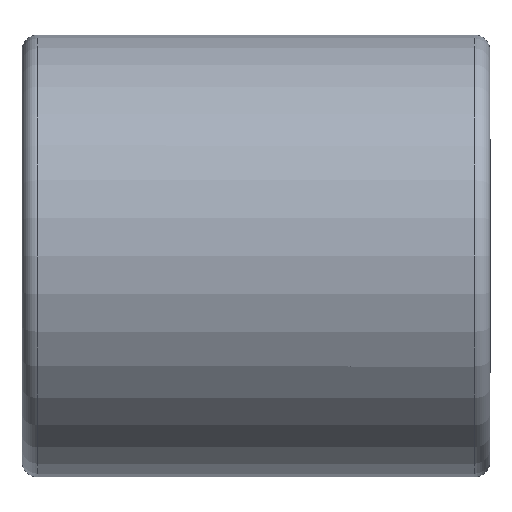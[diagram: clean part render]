
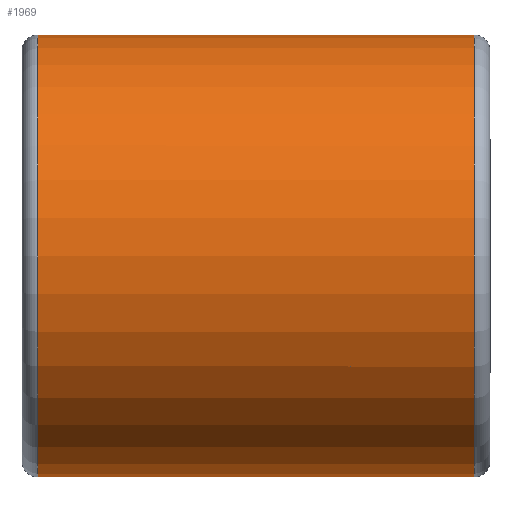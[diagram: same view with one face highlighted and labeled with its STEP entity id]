
A CAD part, front view. The second image highlights one B-rep face of the part: STEP entity #1969.
In plain terms, the highlighted cylindrical face has radius 42.5 mm (diameter 85 mm), a partial arc.
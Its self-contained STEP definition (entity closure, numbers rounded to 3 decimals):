
#23 = ORIENTED_EDGE ( 'NONE', *, *, #2814, .F. ) ;
#72 = CARTESIAN_POINT ( 'NONE',  ( 0., 0., 42.5 ) ) ;
#246 = LINE ( 'NONE', #72, #4346 ) ;
#391 = CARTESIAN_POINT ( 'NONE',  ( 3., 0., 0. ) ) ;
#413 = CARTESIAN_POINT ( 'NONE',  ( 87., 0., 42.5 ) ) ;
#428 = DIRECTION ( 'NONE',  ( -1., 0., 0. ) ) ;
#543 = DIRECTION ( 'NONE',  ( -1., 0., 0. ) ) ;
#789 = ORIENTED_EDGE ( 'NONE', *, *, #4551, .T. ) ;
#805 = DIRECTION ( 'NONE',  ( 0., 0., -1. ) ) ;
#1264 = DIRECTION ( 'NONE',  ( -1., 0., 0. ) ) ;
#1483 = VERTEX_POINT ( 'NONE', #1859 ) ;
#1585 = VERTEX_POINT ( 'NONE', #413 ) ;
#1630 = DIRECTION ( 'NONE',  ( 0., 0., 1. ) ) ;
#1684 = LINE ( 'NONE', #2392, #2102 ) ;
#1767 = CARTESIAN_POINT ( 'NONE',  ( 87., 0., 0. ) ) ;
#1821 = AXIS2_PLACEMENT_3D ( 'NONE', #1767, #1264, #3915 ) ;
#1859 = CARTESIAN_POINT ( 'NONE',  ( 87., 0., -42.5 ) ) ;
#1969 = ADVANCED_FACE ( 'NONE', ( #4301 ), #4843, .T. ) ;
#2102 = VECTOR ( 'NONE', #428, 1000. ) ;
#2330 = AXIS2_PLACEMENT_3D ( 'NONE', #391, #3136, #805 ) ;
#2392 = CARTESIAN_POINT ( 'NONE',  ( 0., 0., -42.5 ) ) ;
#2398 = EDGE_CURVE ( 'NONE', #1483, #1585, #3910, .T. ) ;
#2630 = AXIS2_PLACEMENT_3D ( 'NONE', #4026, #543, #1630 ) ;
#2757 = EDGE_CURVE ( 'NONE', #4081, #2919, #4716, .T. ) ;
#2814 = EDGE_CURVE ( 'NONE', #1483, #2919, #1684, .T. ) ;
#2829 = DIRECTION ( 'NONE',  ( -1., 0., 0. ) ) ;
#2919 = VERTEX_POINT ( 'NONE', #3183 ) ;
#3114 = ORIENTED_EDGE ( 'NONE', *, *, #2398, .T. ) ;
#3136 = DIRECTION ( 'NONE',  ( 1., 0., 0. ) ) ;
#3183 = CARTESIAN_POINT ( 'NONE',  ( 3., 0., -42.5 ) ) ;
#3425 = ORIENTED_EDGE ( 'NONE', *, *, #2757, .T. ) ;
#3632 = CARTESIAN_POINT ( 'NONE',  ( 3., 0., 42.5 ) ) ;
#3910 = CIRCLE ( 'NONE', #1821, 42.5 ) ;
#3915 = DIRECTION ( 'NONE',  ( 0., 0., 1. ) ) ;
#4026 = CARTESIAN_POINT ( 'NONE',  ( 0., 0., 0. ) ) ;
#4081 = VERTEX_POINT ( 'NONE', #3632 ) ;
#4301 = FACE_OUTER_BOUND ( 'NONE', #4839, .T. ) ;
#4346 = VECTOR ( 'NONE', #2829, 1000. ) ;
#4551 = EDGE_CURVE ( 'NONE', #1585, #4081, #246, .T. ) ;
#4716 = CIRCLE ( 'NONE', #2330, 42.5 ) ;
#4839 = EDGE_LOOP ( 'NONE', ( #23, #3114, #789, #3425 ) ) ;
#4843 = CYLINDRICAL_SURFACE ( 'NONE', #2630, 42.5 ) ;
